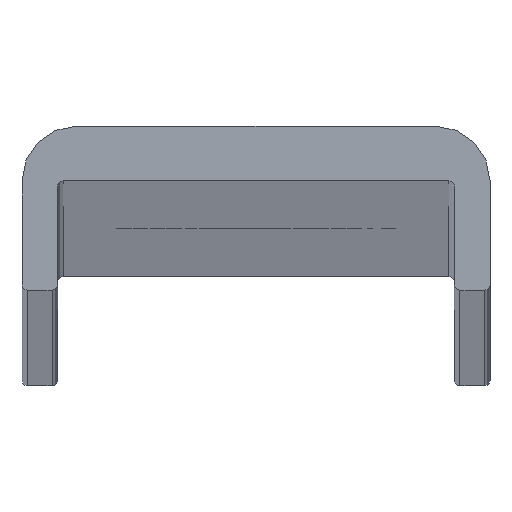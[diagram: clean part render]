
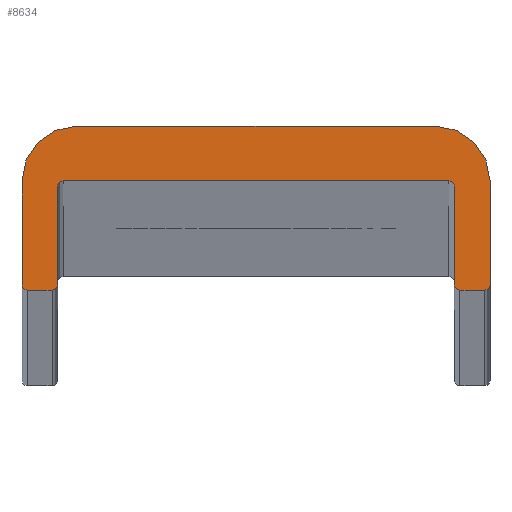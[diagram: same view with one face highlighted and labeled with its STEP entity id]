
A CAD part, top view. The second image highlights one B-rep face of the part: STEP entity #8634.
In plain terms, the highlighted planar face has unit normal (0, 0, 1).
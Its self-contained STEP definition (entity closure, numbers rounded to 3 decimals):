
#9 = VECTOR ( 'NONE', #14695, 1000. ) ;
#81 = VERTEX_POINT ( 'NONE', #9454 ) ;
#137 = AXIS2_PLACEMENT_3D ( 'NONE', #5809, #10042, #16481 ) ;
#317 = DIRECTION ( 'NONE',  ( 1., 0., 0. ) ) ;
#383 = DIRECTION ( 'NONE',  ( 1., 0., 0. ) ) ;
#506 = ORIENTED_EDGE ( 'NONE', *, *, #15841, .T. ) ;
#521 = DIRECTION ( 'NONE',  ( 0., 0., 1. ) ) ;
#646 = VECTOR ( 'NONE', #15256, 1000. ) ;
#677 = VECTOR ( 'NONE', #3108, 1000. ) ;
#782 = VERTEX_POINT ( 'NONE', #6689 ) ;
#838 = CIRCLE ( 'NONE', #5984, 0.2 ) ;
#1159 = DIRECTION ( 'NONE',  ( -1., 0., 0. ) ) ;
#1327 = DIRECTION ( 'NONE',  ( 0., 0., -1. ) ) ;
#1396 = CARTESIAN_POINT ( 'NONE',  ( -7.25, 0.2, 1000. ) ) ;
#1421 = CARTESIAN_POINT ( 'NONE',  ( 8.55, 0.2, 1000. ) ) ;
#1443 = DIRECTION ( 'NONE',  ( -1., 0., 0. ) ) ;
#1458 = EDGE_CURVE ( 'NONE', #11967, #13659, #4488, .T. ) ;
#1466 = CARTESIAN_POINT ( 'NONE',  ( -8.35, 0., 1000. ) ) ;
#1601 = ORIENTED_EDGE ( 'NONE', *, *, #7809, .T. ) ;
#1655 = CARTESIAN_POINT ( 'NONE',  ( -7.05, 3.8, 1000. ) ) ;
#1767 = EDGE_CURVE ( 'NONE', #81, #2712, #16046, .T. ) ;
#1802 = ORIENTED_EDGE ( 'NONE', *, *, #7495, .T. ) ;
#1932 = CARTESIAN_POINT ( 'NONE',  ( 8.35, 0., 1000. ) ) ;
#2095 = EDGE_CURVE ( 'NONE', #3241, #12901, #9650, .T. ) ;
#2229 = CARTESIAN_POINT ( 'NONE',  ( 7.25, 3.8, 1000. ) ) ;
#2275 = CARTESIAN_POINT ( 'NONE',  ( -7.45, 0.2, 1000. ) ) ;
#2398 = ORIENTED_EDGE ( 'NONE', *, *, #2095, .T. ) ;
#2665 = CARTESIAN_POINT ( 'NONE',  ( -7.25, 0.2, 1000. ) ) ;
#2712 = VERTEX_POINT ( 'NONE', #5283 ) ;
#2783 = CARTESIAN_POINT ( 'NONE',  ( -8.55, 0.2, 1000. ) ) ;
#3108 = DIRECTION ( 'NONE',  ( 0., 1., 0. ) ) ;
#3241 = VERTEX_POINT ( 'NONE', #13277 ) ;
#3264 = EDGE_LOOP ( 'NONE', ( #13622, #1601, #15631, #14056, #506, #7300, #1802, #16722, #2398, #14818, #6907, #14627, #10308, #7473, #15495, #6053 ) ) ;
#3725 = DIRECTION ( 'NONE',  ( -1., 0., 0. ) ) ;
#3792 = CARTESIAN_POINT ( 'NONE',  ( 7.45, 0.2, 1000. ) ) ;
#3896 = CIRCLE ( 'NONE', #13054, 0.2 ) ;
#3985 = PLANE ( 'NONE',  #5962 ) ;
#4488 = CIRCLE ( 'NONE', #16115, 0.2 ) ;
#4563 = VERTEX_POINT ( 'NONE', #9606 ) ;
#4623 = LINE ( 'NONE', #1466, #9 ) ;
#4763 = DIRECTION ( 'NONE',  ( 1., 0., 0. ) ) ;
#4944 = EDGE_CURVE ( 'NONE', #8076, #3241, #4969, .T. ) ;
#4948 = VECTOR ( 'NONE', #10653, 1000. ) ;
#4969 = LINE ( 'NONE', #1396, #4948 ) ;
#5283 = CARTESIAN_POINT ( 'NONE',  ( 6.55, 6., 1000. ) ) ;
#5462 = AXIS2_PLACEMENT_3D ( 'NONE', #13682, #15228, #317 ) ;
#5506 = CARTESIAN_POINT ( 'NONE',  ( -6.55, 6., 1000. ) ) ;
#5700 = LINE ( 'NONE', #6093, #16411 ) ;
#5750 = VERTEX_POINT ( 'NONE', #1932 ) ;
#5809 = CARTESIAN_POINT ( 'NONE',  ( 6.55, 4., 1000. ) ) ;
#5837 = VERTEX_POINT ( 'NONE', #11429 ) ;
#5891 = CARTESIAN_POINT ( 'NONE',  ( 7.05, 3.8, 1000. ) ) ;
#5962 = AXIS2_PLACEMENT_3D ( 'NONE', #9401, #1327, #1159 ) ;
#5984 = AXIS2_PLACEMENT_3D ( 'NONE', #13870, #521, #11291 ) ;
#6031 = CARTESIAN_POINT ( 'NONE',  ( 7.25, 3.8, 1000. ) ) ;
#6053 = ORIENTED_EDGE ( 'NONE', *, *, #14611, .T. ) ;
#6093 = CARTESIAN_POINT ( 'NONE',  ( -7.05, 4., 1000. ) ) ;
#6485 = EDGE_CURVE ( 'NONE', #8390, #14079, #3896, .T. ) ;
#6658 = VERTEX_POINT ( 'NONE', #1421 ) ;
#6689 = CARTESIAN_POINT ( 'NONE',  ( -8.55, 0.2, 1000. ) ) ;
#6738 = DIRECTION ( 'NONE',  ( 1., 0., 0. ) ) ;
#6907 = ORIENTED_EDGE ( 'NONE', *, *, #1458, .T. ) ;
#7257 = CARTESIAN_POINT ( 'NONE',  ( -7.45, 0., 1000. ) ) ;
#7300 = ORIENTED_EDGE ( 'NONE', *, *, #12231, .T. ) ;
#7473 = ORIENTED_EDGE ( 'NONE', *, *, #15848, .T. ) ;
#7495 = EDGE_CURVE ( 'NONE', #12371, #8076, #16904, .T. ) ;
#7522 = CARTESIAN_POINT ( 'NONE',  ( 7.45, 0., 1000. ) ) ;
#7809 = EDGE_CURVE ( 'NONE', #2712, #13631, #16069, .T. ) ;
#8076 = VERTEX_POINT ( 'NONE', #2665 ) ;
#8287 = FACE_OUTER_BOUND ( 'NONE', #3264, .T. ) ;
#8390 = VERTEX_POINT ( 'NONE', #14748 ) ;
#8400 = LINE ( 'NONE', #2783, #10299 ) ;
#8444 = CARTESIAN_POINT ( 'NONE',  ( -6.55, 6., 1000. ) ) ;
#8634 = ADVANCED_FACE ( 'NONE', ( #8287 ), #3985, .F. ) ;
#9287 = LINE ( 'NONE', #12638, #646 ) ;
#9305 = LINE ( 'NONE', #2229, #14551 ) ;
#9401 = CARTESIAN_POINT ( 'NONE',  ( 6.55, 4., 1000. ) ) ;
#9454 = CARTESIAN_POINT ( 'NONE',  ( 8.55, 4., 1000. ) ) ;
#9487 = AXIS2_PLACEMENT_3D ( 'NONE', #14783, #12279, #6738 ) ;
#9594 = CARTESIAN_POINT ( 'NONE',  ( 8.55, 4., 1000. ) ) ;
#9604 = EDGE_CURVE ( 'NONE', #13659, #8390, #9305, .T. ) ;
#9606 = CARTESIAN_POINT ( 'NONE',  ( -8.35, 0., 1000. ) ) ;
#9650 = CIRCLE ( 'NONE', #11459, 0.2 ) ;
#9942 = DIRECTION ( 'NONE',  ( 0., 0., -1. ) ) ;
#9962 = CARTESIAN_POINT ( 'NONE',  ( -7.05, 4., 1000. ) ) ;
#10042 = DIRECTION ( 'NONE',  ( 0., 0., 1. ) ) ;
#10171 = EDGE_CURVE ( 'NONE', #13631, #5837, #12867, .T. ) ;
#10283 = EDGE_CURVE ( 'NONE', #12901, #11967, #5700, .T. ) ;
#10299 = VECTOR ( 'NONE', #13562, 1000. ) ;
#10305 = CIRCLE ( 'NONE', #5462, 0.2 ) ;
#10308 = ORIENTED_EDGE ( 'NONE', *, *, #6485, .T. ) ;
#10653 = DIRECTION ( 'NONE',  ( 0., 1., 0. ) ) ;
#10977 = DIRECTION ( 'NONE',  ( 0., 0., -1. ) ) ;
#11291 = DIRECTION ( 'NONE',  ( -1., 0., 0. ) ) ;
#11429 = CARTESIAN_POINT ( 'NONE',  ( -8.55, 4., 1000. ) ) ;
#11459 = AXIS2_PLACEMENT_3D ( 'NONE', #1655, #10977, #383 ) ;
#11749 = DIRECTION ( 'NONE',  ( 0., 0., 1. ) ) ;
#11967 = VERTEX_POINT ( 'NONE', #12709 ) ;
#12231 = EDGE_CURVE ( 'NONE', #4563, #12371, #4623, .T. ) ;
#12279 = DIRECTION ( 'NONE',  ( 0., 0., 1. ) ) ;
#12371 = VERTEX_POINT ( 'NONE', #7257 ) ;
#12638 = CARTESIAN_POINT ( 'NONE',  ( 7.45, 0., 1000. ) ) ;
#12681 = EDGE_CURVE ( 'NONE', #5837, #782, #8400, .T. ) ;
#12709 = CARTESIAN_POINT ( 'NONE',  ( 7.05, 4., 1000. ) ) ;
#12867 = CIRCLE ( 'NONE', #9487, 2. ) ;
#12901 = VERTEX_POINT ( 'NONE', #9962 ) ;
#12920 = DIRECTION ( 'NONE',  ( 1., 0., 0. ) ) ;
#12983 = DIRECTION ( 'NONE',  ( 0., 0., 1. ) ) ;
#13054 = AXIS2_PLACEMENT_3D ( 'NONE', #3792, #11749, #3725 ) ;
#13277 = CARTESIAN_POINT ( 'NONE',  ( -7.25, 3.8, 1000. ) ) ;
#13395 = AXIS2_PLACEMENT_3D ( 'NONE', #2275, #12983, #12920 ) ;
#13562 = DIRECTION ( 'NONE',  ( 0., -1., 0. ) ) ;
#13622 = ORIENTED_EDGE ( 'NONE', *, *, #1767, .T. ) ;
#13631 = VERTEX_POINT ( 'NONE', #8444 ) ;
#13659 = VERTEX_POINT ( 'NONE', #6031 ) ;
#13682 = CARTESIAN_POINT ( 'NONE',  ( 8.35, 0.2, 1000. ) ) ;
#13870 = CARTESIAN_POINT ( 'NONE',  ( -8.35, 0.2, 1000. ) ) ;
#14056 = ORIENTED_EDGE ( 'NONE', *, *, #12681, .T. ) ;
#14079 = VERTEX_POINT ( 'NONE', #7522 ) ;
#14090 = DIRECTION ( 'NONE',  ( 1., 0., 0. ) ) ;
#14551 = VECTOR ( 'NONE', #17380, 1000. ) ;
#14611 = EDGE_CURVE ( 'NONE', #6658, #81, #15188, .T. ) ;
#14627 = ORIENTED_EDGE ( 'NONE', *, *, #9604, .T. ) ;
#14695 = DIRECTION ( 'NONE',  ( 1., 0., 0. ) ) ;
#14748 = CARTESIAN_POINT ( 'NONE',  ( 7.25, 0.2, 1000. ) ) ;
#14783 = CARTESIAN_POINT ( 'NONE',  ( -6.55, 4., 1000. ) ) ;
#14805 = VECTOR ( 'NONE', #1443, 1000. ) ;
#14818 = ORIENTED_EDGE ( 'NONE', *, *, #10283, .T. ) ;
#15188 = LINE ( 'NONE', #9594, #677 ) ;
#15228 = DIRECTION ( 'NONE',  ( 0., 0., 1. ) ) ;
#15256 = DIRECTION ( 'NONE',  ( 1., 0., 0. ) ) ;
#15495 = ORIENTED_EDGE ( 'NONE', *, *, #17135, .T. ) ;
#15631 = ORIENTED_EDGE ( 'NONE', *, *, #10171, .T. ) ;
#15841 = EDGE_CURVE ( 'NONE', #782, #4563, #838, .T. ) ;
#15848 = EDGE_CURVE ( 'NONE', #14079, #5750, #9287, .T. ) ;
#16046 = CIRCLE ( 'NONE', #137, 2. ) ;
#16069 = LINE ( 'NONE', #5506, #14805 ) ;
#16115 = AXIS2_PLACEMENT_3D ( 'NONE', #5891, #9942, #4763 ) ;
#16411 = VECTOR ( 'NONE', #14090, 1000. ) ;
#16481 = DIRECTION ( 'NONE',  ( -1., 0., 0. ) ) ;
#16722 = ORIENTED_EDGE ( 'NONE', *, *, #4944, .T. ) ;
#16904 = CIRCLE ( 'NONE', #13395, 0.2 ) ;
#17135 = EDGE_CURVE ( 'NONE', #5750, #6658, #10305, .T. ) ;
#17380 = DIRECTION ( 'NONE',  ( 0., -1., 0. ) ) ;
